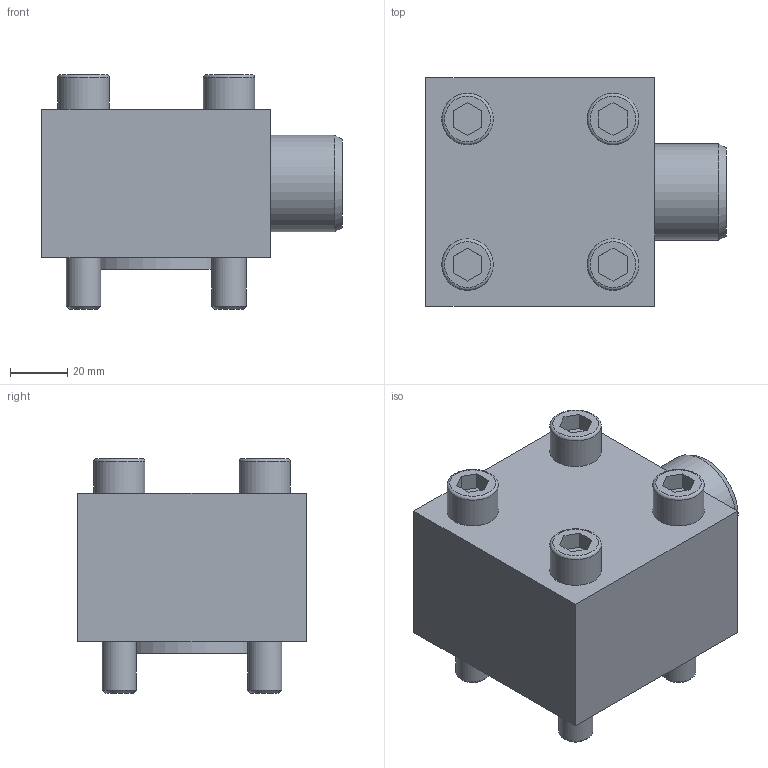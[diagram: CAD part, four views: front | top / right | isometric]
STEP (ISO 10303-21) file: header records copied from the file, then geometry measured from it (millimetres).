
FILE_DESCRIPTION(/* description */ ('STEP AP203'),/* implementation_level */ '2;1');
FILE_NAME(/* name */ 'Elbow Flange WFA 20-5-33.7x6.3-01',/* time_stamp */ '2025-01-07T12:02:08+01:00',/* author */ ('License CC BY-ND 4.0'),/* organization */ ('CADENAS'),/* preprocessor_version */ 'ST-DEVELOPER v19.3',/* originating_system */ 'PARTsolutions',/* authorisation */ ' ');
FILE_SCHEMA (('CONFIG_CONTROL_DESIGN'));
Length unit declared in the file: millimetre
Products named in the file (1): Winkelflansch WFA 20-5-33.7x6.3-01
Bounding box: 105 x 80 x 82 mm (x, y, z)
Volume: 349867.4 mm3; surface area: 44867.8 mm2
Topology: 1 solids, 3 shells, 78 faces, 170 edges, 111 vertices
Faces by surface type: plane 48, cylinder 17, torus 7, cone 5, sphere 1
Full cylindrical faces by diameter (mm): 12 x4, 18 x4, 21 x2, 21.1 x1, 28 x2, 33.24 x2, 33.7 x1, 55 x1
Entity records: 1922 total; most frequent: DIRECTION 334, CARTESIAN_POINT 310, ORIENTED_EDGE 260, EDGE_CURVE 130, EDGE_LOOP 127, FACE_BOUND 127, AXIS2_PLACEMENT_3D 125, VERTEX_POINT 101
